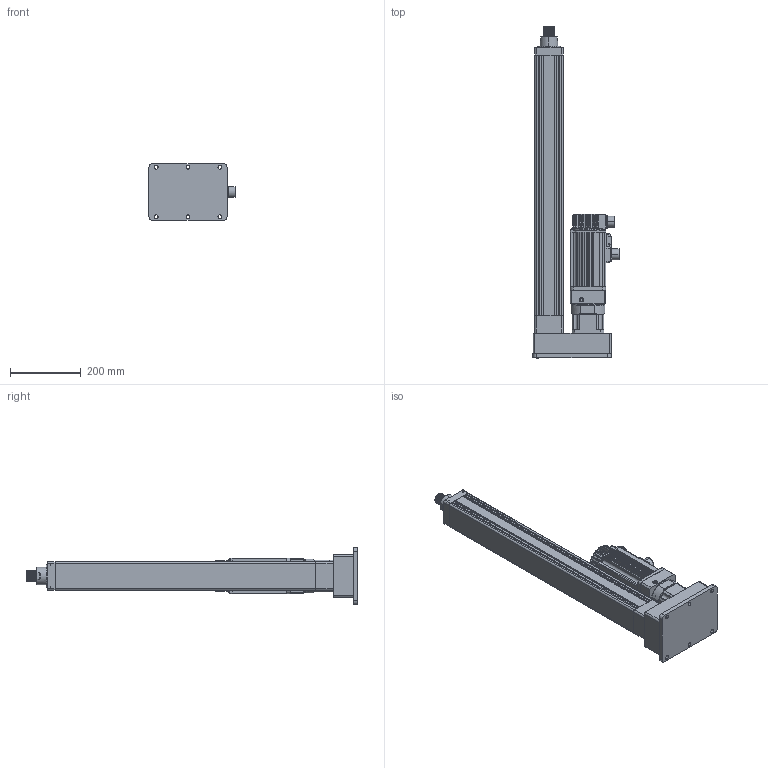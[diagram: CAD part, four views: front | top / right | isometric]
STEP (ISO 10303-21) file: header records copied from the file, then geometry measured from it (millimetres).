
FILE_DESCRIPTION (( 'STEP AP203' ), '1' );
FILE_NAME ('240702-RL-80缸折叠600行程装配体.STEP', '2024-07-02T08:14:35', ( '微软用户' ), ( '微软中国' ), 'SwSTEP 2.0', 'SolidWorks 2022', '' );
FILE_SCHEMA (( 'CONFIG_CONTROL_DESIGN' ));
Products named in the file (4): MS1H2-10C30CB(D)-U(A)334Z; PGH90-L1-22-95-115-M8-A22; 240702-RL-80缸折叠600行程装配体; 80缸行程600底板安装折叠
Assembly tree (3 placements, depth 2):
  240702-RL-80缸折叠600行程装配体
    80缸行程600底板安装折叠
    MS1H2-10C30CB(D)-U(A)334Z
    PGH90-L1-22-95-115-M8-A22
Bounding box: 242.51 x 936 x 160 mm (x, y, z)
Volume: 5295138.5 mm3; surface area: 1084418 mm2
Topology: 20 solids, 42 shells, 1959 faces, 5191 edges, 3173 vertices
Faces by surface type: bspline 1227, cylinder 326, plane 304, cone 66, torus 36
Entity records: 79158 total; most frequent: CARTESIAN_POINT 43221, ORIENTED_EDGE 9676, EDGE_CURVE 5080, DIRECTION 3934, VERTEX_POINT 3181, EDGE_LOOP 2201, B_SPLINE_CURVE_WITH_KNOTS 2016, FACE_OUTER_BOUND 1961
